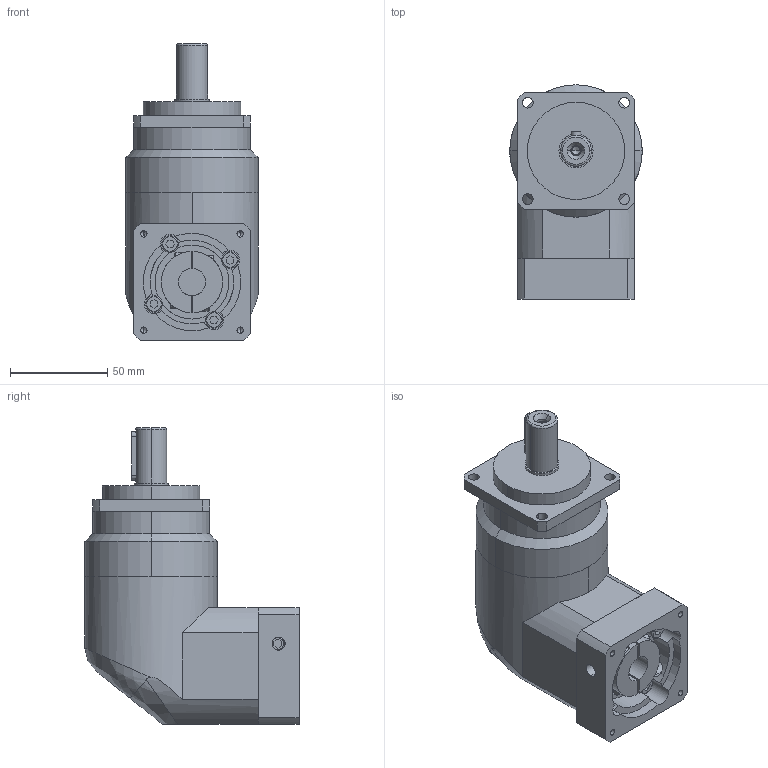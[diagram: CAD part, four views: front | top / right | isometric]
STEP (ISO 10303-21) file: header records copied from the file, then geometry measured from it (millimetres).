
FILE_DESCRIPTION (( 'STEP AP203' ), '1' );
FILE_NAME ('GPVR060-L1-(14-50-70-M4).STEP', '2022-05-26T07:37:24', ( '微软用户' ), ( '微软中国' ), 'SwSTEP 2.0', 'SolidWorks 2018', '' );
FILE_SCHEMA (( 'CONFIG_CONTROL_DESIGN' ));
Length unit declared in the file: millimetre
Products named in the file (1): GPVR060-L1-(14-50-70-M4)
Bounding box: 68 x 110 x 152.5 mm (x, y, z)
Volume: 522333.9 mm3; surface area: 67614.9 mm2
Topology: 5 solids, 5 shells, 257 faces, 635 edges, 403 vertices
Faces by surface type: plane 113, cylinder 109, cone 18, torus 14, bspline 3
Entity records: 8319 total; most frequent: CARTESIAN_POINT 2008, DIRECTION 1368, ORIENTED_EDGE 1250, EDGE_CURVE 625, AXIS2_PLACEMENT_3D 525, VERTEX_POINT 403, VECTOR 318, LINE 318
